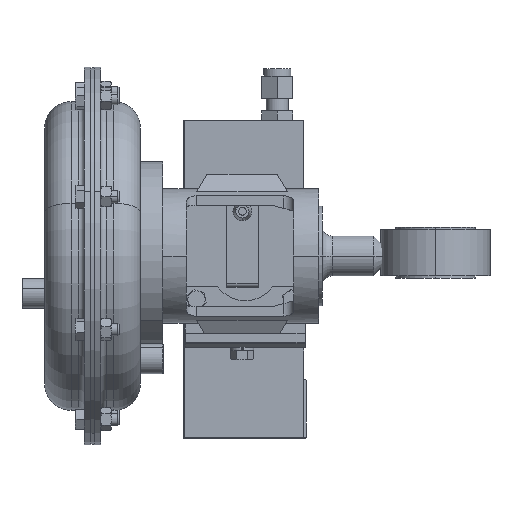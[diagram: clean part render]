
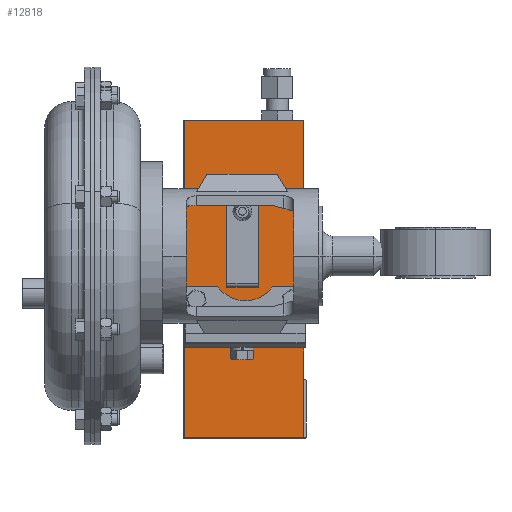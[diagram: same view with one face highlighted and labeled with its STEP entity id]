
A CAD part, left-side view. The second image highlights one B-rep face of the part: STEP entity #12818.
In plain terms, the highlighted planar face has unit normal (-1, 0, 0).
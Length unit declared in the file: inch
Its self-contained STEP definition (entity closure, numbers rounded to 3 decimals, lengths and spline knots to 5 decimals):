
#441 = VECTOR ( 'NONE', #23037, 39.37008 ) ;
#826 = CARTESIAN_POINT ( 'NONE',  ( 3.04884, 5.04679, 0.2426 ) ) ;
#1116 = VECTOR ( 'NONE', #1258, 39.37008 ) ;
#1258 = DIRECTION ( 'NONE',  ( 0., 0., 1. ) ) ;
#1577 = DIRECTION ( 'NONE',  ( -1., 0., 0. ) ) ;
#1838 = CARTESIAN_POINT ( 'NONE',  ( 3.04884, 4.84994, 0.2426 ) ) ;
#2021 = ORIENTED_EDGE ( 'NONE', *, *, #2820, .F. ) ;
#2046 = CARTESIAN_POINT ( 'NONE',  ( 3.04884, 3.30656, -2.59598 ) ) ;
#2303 = VECTOR ( 'NONE', #12705, 39.37008 ) ;
#2334 = EDGE_CURVE ( 'NONE', #18908, #18771, #19517, .T. ) ;
#2342 = AXIS2_PLACEMENT_3D ( 'NONE', #16001, #19726, #8644 ) ;
#2348 = EDGE_LOOP ( 'NONE', ( #6948, #10204, #10513, #22427, #23677 ) ) ;
#2463 = CARTESIAN_POINT ( 'NONE',  ( 3.04884, 3.30656, 3.90402 ) ) ;
#2820 = EDGE_CURVE ( 'NONE', #21307, #20263, #17457, .T. ) ;
#3697 = DIRECTION ( 'NONE',  ( 0., -1., 0. ) ) ;
#3961 = EDGE_CURVE ( 'NONE', #20263, #21307, #23773, .T. ) ;
#4534 = VECTOR ( 'NONE', #10597, 39.37008 ) ;
#4771 = VERTEX_POINT ( 'NONE', #5723 ) ;
#5723 = CARTESIAN_POINT ( 'NONE',  ( 3.04884, 3.30656, -4.06473 ) ) ;
#6946 = ORIENTED_EDGE ( 'NONE', *, *, #3961, .F. ) ;
#6948 = ORIENTED_EDGE ( 'NONE', *, *, #12907, .T. ) ;
#7208 = LINE ( 'NONE', #10839, #2303 ) ;
#7890 = EDGE_CURVE ( 'NONE', #18908, #21765, #19254, .T. ) ;
#8233 = AXIS2_PLACEMENT_3D ( 'NONE', #12638, #1577, #14514 ) ;
#8644 = DIRECTION ( 'NONE',  ( 0., -1., 0. ) ) ;
#8653 = FACE_BOUND ( 'NONE', #17305, .T. ) ;
#9229 = FACE_OUTER_BOUND ( 'NONE', #2348, .T. ) ;
#9285 = DIRECTION ( 'NONE',  ( 0., -1., 0. ) ) ;
#10204 = ORIENTED_EDGE ( 'NONE', *, *, #20981, .T. ) ;
#10513 = ORIENTED_EDGE ( 'NONE', *, *, #23246, .F. ) ;
#10597 = DIRECTION ( 'NONE',  ( 0., 0., -1. ) ) ;
#10839 = CARTESIAN_POINT ( 'NONE',  ( 3.04884, 3.30656, -2.34598 ) ) ;
#10935 = LINE ( 'NONE', #23336, #1116 ) ;
#11248 = VECTOR ( 'NONE', #9285, 39.37008 ) ;
#11939 = CARTESIAN_POINT ( 'NONE',  ( 3.04884, 6.31775, 3.90402 ) ) ;
#12480 = VERTEX_POINT ( 'NONE', #2046 ) ;
#12638 = CARTESIAN_POINT ( 'NONE',  ( 3.04884, 4.84994, 0.2426 ) ) ;
#12705 = DIRECTION ( 'NONE',  ( 0., 0., -1. ) ) ;
#12818 = ADVANCED_FACE ( 'NONE', ( #9229, #8653 ), #17769, .T. ) ;
#12907 = EDGE_CURVE ( 'NONE', #21765, #4771, #16165, .T. ) ;
#13821 = AXIS2_PLACEMENT_3D ( 'NONE', #1838, #14757, #3697 ) ;
#14514 = DIRECTION ( 'NONE',  ( 0., -1., 0. ) ) ;
#14638 = CARTESIAN_POINT ( 'NONE',  ( 3.04884, 4.65309, 0.2426 ) ) ;
#14757 = DIRECTION ( 'NONE',  ( -1., 0., 0. ) ) ;
#16001 = CARTESIAN_POINT ( 'NONE',  ( 3.04884, 6.349, -4.09598 ) ) ;
#16165 = LINE ( 'NONE', #16566, #11248 ) ;
#16566 = CARTESIAN_POINT ( 'NONE',  ( 3.04884, 2.019, -4.06473 ) ) ;
#17305 = EDGE_LOOP ( 'NONE', ( #2021, #6946 ) ) ;
#17457 = CIRCLE ( 'NONE', #13821, 0.19685 ) ;
#17769 = PLANE ( 'NONE',  #2342 ) ;
#18771 = VERTEX_POINT ( 'NONE', #2463 ) ;
#18908 = VERTEX_POINT ( 'NONE', #19425 ) ;
#19254 = LINE ( 'NONE', #19820, #4534 ) ;
#19425 = CARTESIAN_POINT ( 'NONE',  ( 3.04884, 6.31775, 3.90402 ) ) ;
#19517 = LINE ( 'NONE', #11939, #441 ) ;
#19726 = DIRECTION ( 'NONE',  ( -1., 0., 0. ) ) ;
#19820 = CARTESIAN_POINT ( 'NONE',  ( 3.04884, 6.31775, -4.09598 ) ) ;
#20263 = VERTEX_POINT ( 'NONE', #14638 ) ;
#20981 = EDGE_CURVE ( 'NONE', #4771, #12480, #10935, .T. ) ;
#21307 = VERTEX_POINT ( 'NONE', #826 ) ;
#21765 = VERTEX_POINT ( 'NONE', #23124 ) ;
#22427 = ORIENTED_EDGE ( 'NONE', *, *, #2334, .F. ) ;
#23037 = DIRECTION ( 'NONE',  ( 0., -1., 0. ) ) ;
#23124 = CARTESIAN_POINT ( 'NONE',  ( 3.04884, 6.31775, -4.06473 ) ) ;
#23246 = EDGE_CURVE ( 'NONE', #18771, #12480, #7208, .T. ) ;
#23336 = CARTESIAN_POINT ( 'NONE',  ( 3.04884, 3.30656, -2.59598 ) ) ;
#23677 = ORIENTED_EDGE ( 'NONE', *, *, #7890, .T. ) ;
#23773 = CIRCLE ( 'NONE', #8233, 0.19685 ) ;
